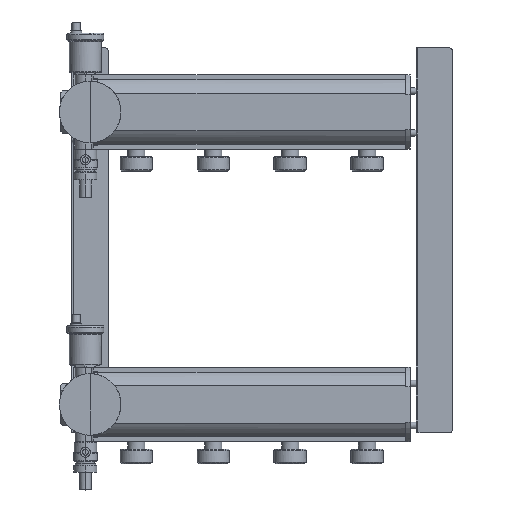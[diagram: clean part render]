
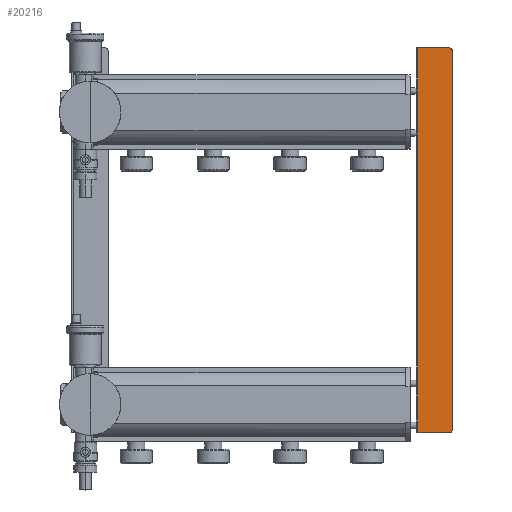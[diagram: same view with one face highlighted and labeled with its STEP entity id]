
A CAD part, top view. The second image highlights one B-rep face of the part: STEP entity #20216.
In plain terms, the highlighted planar face has unit normal (0, 0, 1).
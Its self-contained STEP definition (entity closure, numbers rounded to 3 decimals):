
#20132=CARTESIAN_POINT('Vertex',(470.75,245.,2.5)) ;
#20148=CARTESIAN_POINT('Vertex',(465.75,250.,2.5)) ;
#20151=CARTESIAN_POINT('Axis2P3D Location',(465.75,245.,2.5)) ;
#20163=CARTESIAN_POINT('Axis2P3D Location',(425.75,250.,2.5)) ;
#20169=CARTESIAN_POINT('Control Point',(465.75,-250.,2.5)) ;
#20170=CARTESIAN_POINT('Control Point',(466.412,-250.006,2.5)) ;
#20171=CARTESIAN_POINT('Control Point',(467.07,-249.869,2.5)) ;
#20172=CARTESIAN_POINT('Control Point',(468.277,-249.361,2.5)) ;
#20173=CARTESIAN_POINT('Control Point',(468.827,-248.994,2.5)) ;
#20174=CARTESIAN_POINT('Control Point',(469.744,-248.077,2.5)) ;
#20175=CARTESIAN_POINT('Control Point',(470.111,-247.527,2.5)) ;
#20176=CARTESIAN_POINT('Control Point',(470.619,-246.32,2.5)) ;
#20177=CARTESIAN_POINT('Control Point',(470.756,-245.662,2.5)) ;
#20178=CARTESIAN_POINT('Control Point',(470.75,-245.,2.5)) ;
#20179=CARTESIAN_POINT('Vertex',(465.75,-250.,2.5)) ;
#20181=CARTESIAN_POINT('Vertex',(470.75,-245.,2.5)) ;
#20184=CARTESIAN_POINT('Line Origine',(470.75,0.,2.5)) ;
#20189=CARTESIAN_POINT('Line Origine',(445.75,250.,2.5)) ;
#20193=CARTESIAN_POINT('Vertex',(425.75,250.,2.5)) ;
#20196=CARTESIAN_POINT('Line Origine',(425.75,0.,2.5)) ;
#20200=CARTESIAN_POINT('Vertex',(425.75,-250.,2.5)) ;
#20203=CARTESIAN_POINT('Line Origine',(445.75,-250.,2.5)) ;
#20152=DIRECTION('Axis2P3D Direction',(0.,0.,1.)) ;
#20164=DIRECTION('Axis2P3D Direction',(0.,0.,1.)) ;
#20165=DIRECTION('Axis2P3D XDirection',(0.,-1.,0.)) ;
#20185=DIRECTION('Vector Direction',(0.,-1.,0.)) ;
#20190=DIRECTION('Vector Direction',(-1.,0.,0.)) ;
#20197=DIRECTION('Vector Direction',(0.,-1.,0.)) ;
#20204=DIRECTION('Vector Direction',(1.,0.,0.)) ;
#20153=AXIS2_PLACEMENT_3D('Circle Axis2P3D',#20151,#20152,$) ;
#20166=AXIS2_PLACEMENT_3D('Plane Axis2P3D',#20163,#20164,#20165) ;
#20209=ORIENTED_EDGE('',*,*,#20183,.T.) ;
#20210=ORIENTED_EDGE('',*,*,#20188,.F.) ;
#20211=ORIENTED_EDGE('',*,*,#20155,.T.) ;
#20212=ORIENTED_EDGE('',*,*,#20195,.T.) ;
#20213=ORIENTED_EDGE('',*,*,#20202,.T.) ;
#20214=ORIENTED_EDGE('',*,*,#20207,.T.) ;
#20186=VECTOR('Line Direction',#20185,1.) ;
#20191=VECTOR('Line Direction',#20190,1.) ;
#20198=VECTOR('Line Direction',#20197,1.) ;
#20205=VECTOR('Line Direction',#20204,1.) ;
#20216=ADVANCED_FACE('PartBody',(#20215),#20167,.T.) ;
#20168=B_SPLINE_CURVE_WITH_KNOTS('',3,(#20169,#20170,#20171,#20172,#20173,#20174,#20175,#20176,#20177,#20178),.UNSPECIFIED.,.F.,.U.,(4,2,2,2,4),(0.,1.967,3.902,5.837,7.804),.UNSPECIFIED.) ;
#20154=CIRCLE('generated circle',#20153,5.) ;
#20155=EDGE_CURVE('',#20133,#20149,#20154,.T.) ;
#20183=EDGE_CURVE('',#20180,#20182,#20168,.T.) ;
#20188=EDGE_CURVE('',#20133,#20182,#20187,.T.) ;
#20195=EDGE_CURVE('',#20149,#20194,#20192,.T.) ;
#20202=EDGE_CURVE('',#20194,#20201,#20199,.T.) ;
#20207=EDGE_CURVE('',#20201,#20180,#20206,.T.) ;
#20208=EDGE_LOOP('',(#20209,#20210,#20211,#20212,#20213,#20214)) ;
#20215=FACE_OUTER_BOUND('',#20208,.T.) ;
#20187=LINE('Line',#20184,#20186) ;
#20192=LINE('Line',#20189,#20191) ;
#20199=LINE('Line',#20196,#20198) ;
#20206=LINE('Line',#20203,#20205) ;
#20167=PLANE('',#20166) ;
#20133=VERTEX_POINT('',#20132) ;
#20149=VERTEX_POINT('',#20148) ;
#20180=VERTEX_POINT('',#20179) ;
#20182=VERTEX_POINT('',#20181) ;
#20194=VERTEX_POINT('',#20193) ;
#20201=VERTEX_POINT('',#20200) ;
